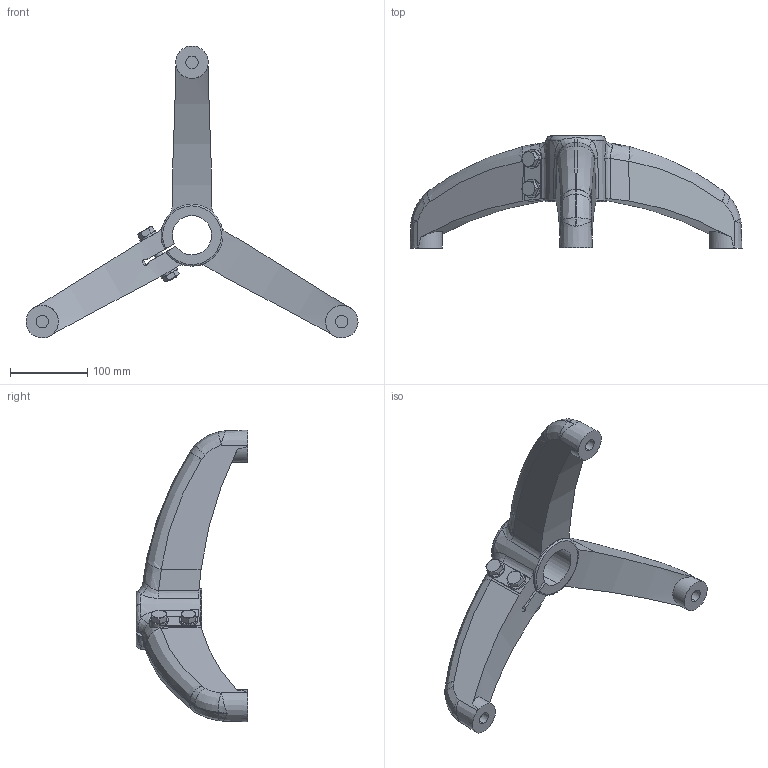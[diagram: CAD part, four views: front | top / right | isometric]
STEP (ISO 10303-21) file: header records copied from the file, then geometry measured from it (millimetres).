
FILE_DESCRIPTION (( 'STEP AP214' ), '1' );
FILE_NAME ('Rexnord-S0615 -638772.STEP', '2023-08-01T09:12:51', ( '' ), ( '' ), 'SwSTEP 2.0', 'SolidWorks 2022', '' );
FILE_SCHEMA (( 'AUTOMOTIVE_DESIGN' ));
Length unit declared in the file: millimetre
Products named in the file (2): Rexnord-S0615 -638772; Rexnord-S0615 -638772_S0615_638772
Assembly tree (1 placements, depth 2):
  Rexnord-S0615 -638772
    Rexnord-S0615 -638772_S0615_638772
Bounding box: 429.96 x 145 x 378 mm (x, y, z)
Volume: 1989501.7 mm3; surface area: 189947.2 mm2
Topology: 1 solids, 1 shells, 248 faces, 608 edges, 375 vertices
Faces by surface type: plane 76, bspline 62, cylinder 56, cone 54
Entity records: 14471 total; most frequent: CARTESIAN_POINT 6822, ORIENTED_EDGE 1216, DIRECTION 854, EDGE_CURVE 608, VERTEX_POINT 375, AXIS2_PLACEMENT_3D 355, EDGE_LOOP 269, FACE_OUTER_BOUND 248
